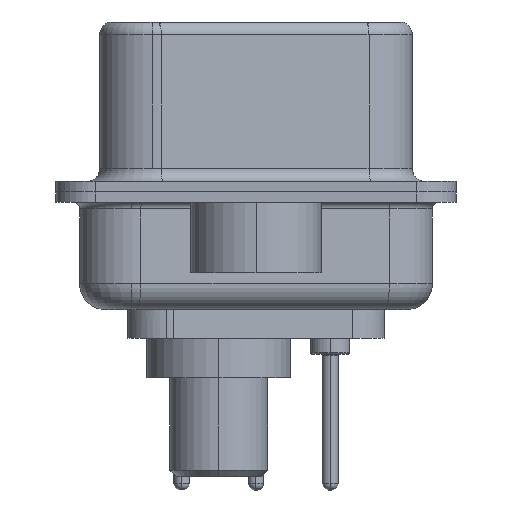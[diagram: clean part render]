
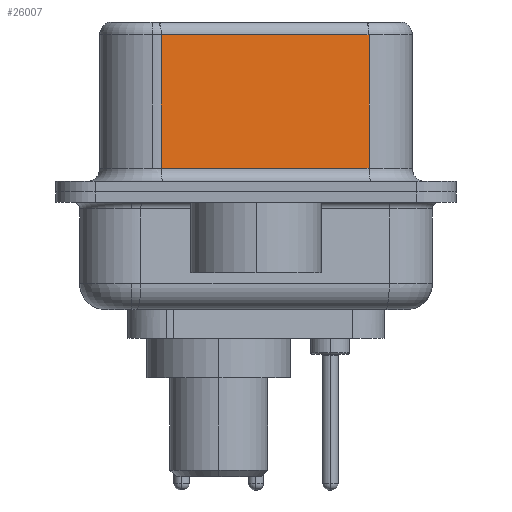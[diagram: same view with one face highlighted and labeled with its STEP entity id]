
A CAD part, left-side view. The second image highlights one B-rep face of the part: STEP entity #26007.
In plain terms, the highlighted planar face has unit normal (-0.985, -0.174, 0).
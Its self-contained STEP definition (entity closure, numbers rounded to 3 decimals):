
#358 = VERTEX_POINT ( 'NONE', #14796 ) ;
#836 = ORIENTED_EDGE ( 'NONE', *, *, #3501, .T. ) ;
#2403 = AXIS2_PLACEMENT_3D ( 'NONE', #6256, #8213, #22318 ) ;
#2758 = EDGE_CURVE ( 'NONE', #23708, #19113, #7964, .T. ) ;
#2932 = VECTOR ( 'NONE', #18138, 1000. ) ;
#3501 = EDGE_CURVE ( 'NONE', #358, #23708, #18964, .T. ) ;
#5267 = CARTESIAN_POINT ( 'NONE',  ( 5.132, -4.322, 6.02 ) ) ;
#6256 = CARTESIAN_POINT ( 'NONE',  ( 5.132, -4.322, 6.52 ) ) ;
#7587 = ORIENTED_EDGE ( 'NONE', *, *, #2758, .T. ) ;
#7964 = LINE ( 'NONE', #25657, #18671 ) ;
#8213 = DIRECTION ( 'NONE',  ( 0.985, 0.174, 0. ) ) ;
#8586 = VECTOR ( 'NONE', #13623, 1000. ) ;
#10396 = CARTESIAN_POINT ( 'NONE',  ( 5.132, -4.322, 0.9 ) ) ;
#10424 = EDGE_CURVE ( 'NONE', #358, #20541, #25322, .T. ) ;
#11601 = CARTESIAN_POINT ( 'NONE',  ( 5.132, -4.322, 6.52 ) ) ;
#12438 = DIRECTION ( 'NONE',  ( 0.174, -0.985, 0. ) ) ;
#13623 = DIRECTION ( 'NONE',  ( 0., 0., -1. ) ) ;
#14796 = CARTESIAN_POINT ( 'NONE',  ( 5.132, -4.322, 6.02 ) ) ;
#15416 = ORIENTED_EDGE ( 'NONE', *, *, #19500, .T. ) ;
#18138 = DIRECTION ( 'NONE',  ( -0.174, 0.985, 0. ) ) ;
#18239 = PLANE ( 'NONE',  #2403 ) ;
#18671 = VECTOR ( 'NONE', #23018, 1000. ) ;
#18717 = CARTESIAN_POINT ( 'NONE',  ( 3.73, 3.628, 6.02 ) ) ;
#18964 = LINE ( 'NONE', #5267, #2932 ) ;
#19090 = EDGE_LOOP ( 'NONE', ( #25835, #836, #7587, #15416 ) ) ;
#19113 = VERTEX_POINT ( 'NONE', #23310 ) ;
#19126 = VECTOR ( 'NONE', #12438, 1000. ) ;
#19500 = EDGE_CURVE ( 'NONE', #19113, #20541, #24481, .T. ) ;
#20541 = VERTEX_POINT ( 'NONE', #21419 ) ;
#21419 = CARTESIAN_POINT ( 'NONE',  ( 5.132, -4.322, 0.9 ) ) ;
#22318 = DIRECTION ( 'NONE',  ( -0.174, 0.985, 0. ) ) ;
#23018 = DIRECTION ( 'NONE',  ( 0., 0., -1. ) ) ;
#23076 = FACE_OUTER_BOUND ( 'NONE', #19090, .T. ) ;
#23310 = CARTESIAN_POINT ( 'NONE',  ( 3.73, 3.628, 0.9 ) ) ;
#23708 = VERTEX_POINT ( 'NONE', #18717 ) ;
#24481 = LINE ( 'NONE', #10396, #19126 ) ;
#25322 = LINE ( 'NONE', #11601, #8586 ) ;
#25657 = CARTESIAN_POINT ( 'NONE',  ( 3.73, 3.628, 6.52 ) ) ;
#25835 = ORIENTED_EDGE ( 'NONE', *, *, #10424, .F. ) ;
#26007 = ADVANCED_FACE ( 'NONE', ( #23076 ), #18239, .F. ) ;
